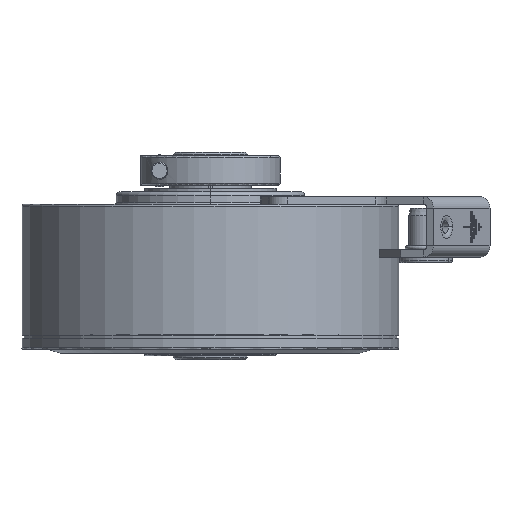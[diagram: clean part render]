
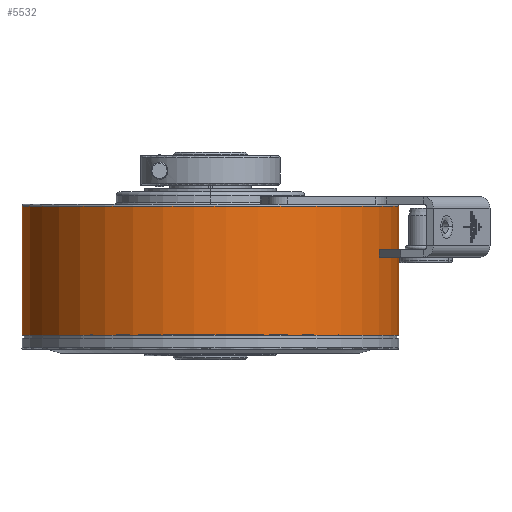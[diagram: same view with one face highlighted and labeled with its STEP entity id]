
A CAD part, front view. The second image highlights one B-rep face of the part: STEP entity #5532.
In plain terms, the highlighted cylindrical face has radius 50 mm (diameter 100 mm), a partial arc.
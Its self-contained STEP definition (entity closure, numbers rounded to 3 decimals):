
#1490=CARTESIAN_POINT('',(0.,0.,6.35));
#1491=DIRECTION('',(0.,0.,1.));
#1492=DIRECTION('',(-0.627,0.779,0.));
#1493=AXIS2_PLACEMENT_3D('',#1490,#1491,#1492);
#1495=DIRECTION('',(0.,0.,-1.));
#1496=VECTOR('',#1495,34.2);
#1497=CARTESIAN_POINT('',(31.345,38.955,6.35));
#1498=LINE('',#1497,#1496);
#1499=DIRECTION('',(0.,0.,-1.));
#1500=VECTOR('',#1499,34.2);
#1501=CARTESIAN_POINT('',(-31.345,38.955,6.35));
#1502=LINE('',#1501,#1500);
#1851=CARTESIAN_POINT('',(0.,0.,-27.85));
#1852=DIRECTION('',(0.,0.,1.));
#1853=DIRECTION('',(-0.627,0.779,0.));
#1854=AXIS2_PLACEMENT_3D('',#1851,#1852,#1853);
#3158=CARTESIAN_POINT('',(-31.345,38.955,-27.85));
#3159=CARTESIAN_POINT('',(31.345,38.955,-27.85));
#3160=VERTEX_POINT('',#3158);
#3161=VERTEX_POINT('',#3159);
#3236=CARTESIAN_POINT('',(31.345,38.955,6.35));
#3238=VERTEX_POINT('',#3236);
#3262=CARTESIAN_POINT('',(-31.345,38.955,6.35));
#3263=VERTEX_POINT('',#3262);
#5518=CARTESIAN_POINT('',(0.,0.,13.95));
#5519=DIRECTION('',(0.,0.,1.));
#5520=DIRECTION('',(1.,0.,0.));
#5521=AXIS2_PLACEMENT_3D('',#5518,#5519,#5520);
#5522=CYLINDRICAL_SURFACE('',#5521,50.);
#5523=ORIENTED_EDGE('',*,*,#5512,.T.);
#5525=ORIENTED_EDGE('',*,*,#5524,.T.);
#5527=ORIENTED_EDGE('',*,*,#5526,.F.);
#5529=ORIENTED_EDGE('',*,*,#5528,.F.);
#5530=EDGE_LOOP('',(#5523,#5525,#5527,#5529));
#5531=FACE_OUTER_BOUND('',#5530,.F.);
#1494=CIRCLE('',#1493,50.);
#1855=CIRCLE('',#1854,50.);
#5512=EDGE_CURVE('',#3263,#3238,#1494,.T.);
#5524=EDGE_CURVE('',#3238,#3161,#1498,.T.);
#5526=EDGE_CURVE('',#3160,#3161,#1855,.T.);
#5528=EDGE_CURVE('',#3263,#3160,#1502,.T.);
#5532=ADVANCED_FACE('',(#5531),#5522,.T.);
